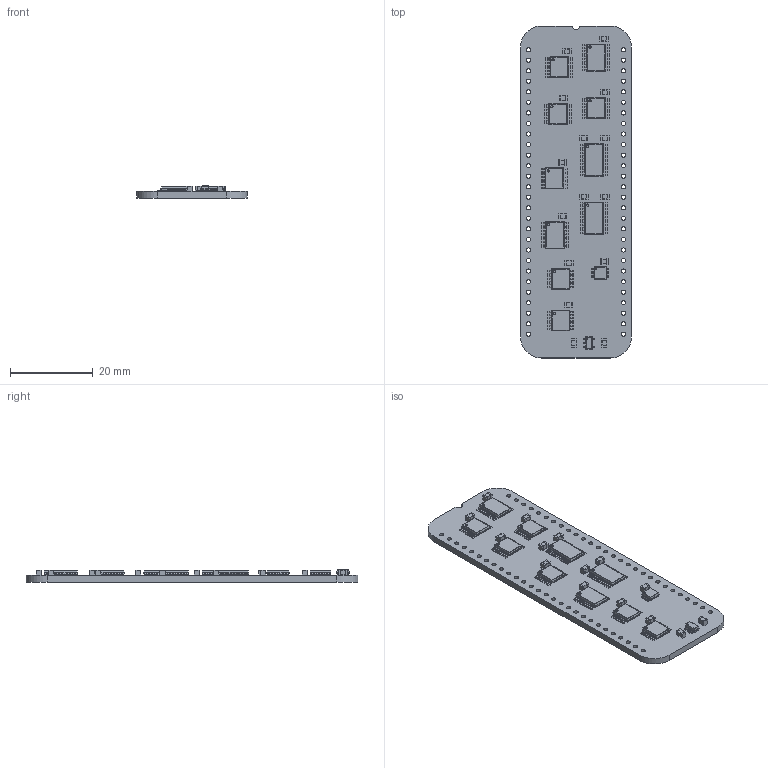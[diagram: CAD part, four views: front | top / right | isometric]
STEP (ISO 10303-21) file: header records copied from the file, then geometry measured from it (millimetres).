
FILE_DESCRIPTION(('KiCad electronic assembly'),'2;1');
FILE_NAME('VIA Control.step','2024-06-15T20:23:20',('Pcbnew'),('Kicad'), 'Open CASCADE STEP processor 7.8','KiCad to STEP converter','Unknown' );
FILE_SCHEMA(('AUTOMOTIVE_DESIGN { 1 0 10303 214 1 1 1 1 }'));
Length unit declared in the file: millimetre
Products named in the file (18): VIA Control 1; C_0805_2012Metric; 74LVC2G08DP-Q100H; ASSEMBLY; 74LVC273PW,118; MC74VHC139DR2G; 74LVC4245APW,118; 74VHCT573AFT; 74LVC74APW,118; AP7365-33WG-7; VIA Control_PCB
Assembly tree (36 placements, depth 3):
  VIA Control 1
    C_0805_2012Metric  x15
      C_0805_2012Metric
    74LVC2G08DP-Q100H
      ASSEMBLY
    74LVC273PW,118
      ASSEMBLY
    MC74VHC139DR2G  x4
      ASSEMBLY
    74LVC4245APW,118  x2
      ASSEMBLY
    74VHCT573AFT
      ASSEMBLY
    74LVC74APW,118  x2
      ASSEMBLY
    AP7365-33WG-7
      ASSEMBLY
    VIA Control_PCB
Bounding box: 26.67 x 80.01 x 2.95 mm (x, y, z)
Volume: 3621.7 mm3; surface area: 5848.8 mm2
Topology: 221 solids, 221 shells, 3285 faces, 8211 edges, 5410 vertices
Faces by surface type: plane 2357, cylinder 928
Full cylindrical faces by diameter (mm): 0.2 x1, 0.375 x1, 0.55 x10, 1 x56
Entity records: 49667 total; most frequent: CARTESIAN_POINT 8538, DIRECTION 8372, ORIENTED_EDGE 8260, EDGE_CURVE 4130, LINE 3272, VECTOR 3272, VERTEX_POINT 2716, AXIS2_PLACEMENT_3D 2550
